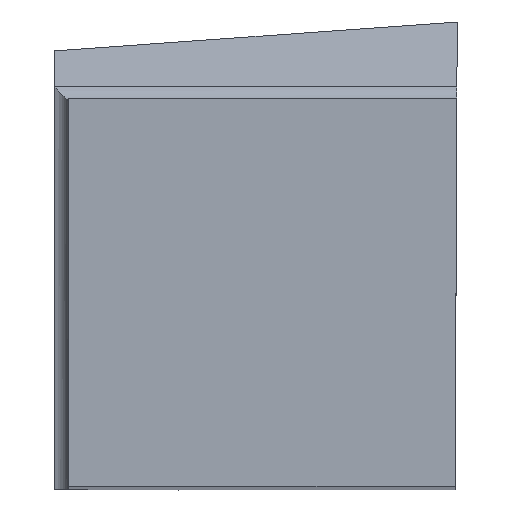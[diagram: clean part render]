
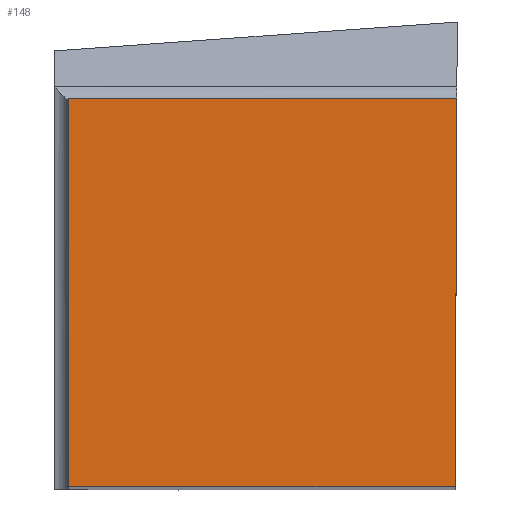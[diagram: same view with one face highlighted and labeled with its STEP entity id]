
A CAD part, top view. The second image highlights one B-rep face of the part: STEP entity #148.
In plain terms, the highlighted planar face has unit normal (0, 0, 1).
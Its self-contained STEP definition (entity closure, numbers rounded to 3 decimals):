
#118=FACE_OUTER_BOUND('',#326,.T.);
#148=ADVANCED_FACE('SHANK_FACE_BACK',(#118),#175,.F.);
#175=PLANE('',#742);
#217=LINE('',#1114,#273);
#218=LINE('',#1117,#274);
#219=LINE('',#1119,#275);
#220=LINE('',#1121,#276);
#273=VECTOR('',#865,1.);
#274=VECTOR('',#866,1.);
#275=VECTOR('',#867,1.);
#276=VECTOR('',#868,1.);
#326=EDGE_LOOP('',(#414,#415,#416,#417));
#414=ORIENTED_EDGE('',*,*,#595,.F.);
#415=ORIENTED_EDGE('',*,*,#596,.T.);
#416=ORIENTED_EDGE('',*,*,#597,.T.);
#417=ORIENTED_EDGE('',*,*,#598,.F.);
#532=VERTEX_POINT('',#1115);
#533=VERTEX_POINT('',#1116);
#534=VERTEX_POINT('',#1118);
#535=VERTEX_POINT('',#1120);
#595=EDGE_CURVE('',#532,#533,#217,.T.);
#596=EDGE_CURVE('',#532,#534,#218,.T.);
#597=EDGE_CURVE('',#534,#535,#219,.T.);
#598=EDGE_CURVE('',#533,#535,#220,.T.);
#742=AXIS2_PLACEMENT_3D('',#1122,#869,#870);
#865=DIRECTION('',(0.,1.,0.));
#866=DIRECTION('',(1.,0.,0.));
#867=DIRECTION('',(0.004,1.,0.));
#868=DIRECTION('',(1.,0.,0.));
#869=DIRECTION('',(0.,0.,-1.));
#870=DIRECTION('',(-0.997,-0.074,0.));
#1114=CARTESIAN_POINT('',(-31.85,-7.093,0.));
#1115=CARTESIAN_POINT('',(-31.85,0.,0.));
#1116=CARTESIAN_POINT('',(-31.85,31.85,0.));
#1117=CARTESIAN_POINT('',(-39.402,0.,0.));
#1118=CARTESIAN_POINT('',(-0.139,0.,0.));
#1119=CARTESIAN_POINT('',(-0.973,-191.233,0.));
#1120=CARTESIAN_POINT('',(0.,31.85,0.));
#1121=CARTESIAN_POINT('',(-39.402,31.85,0.));
#1122=CARTESIAN_POINT('',(0.,0.,
0.));
